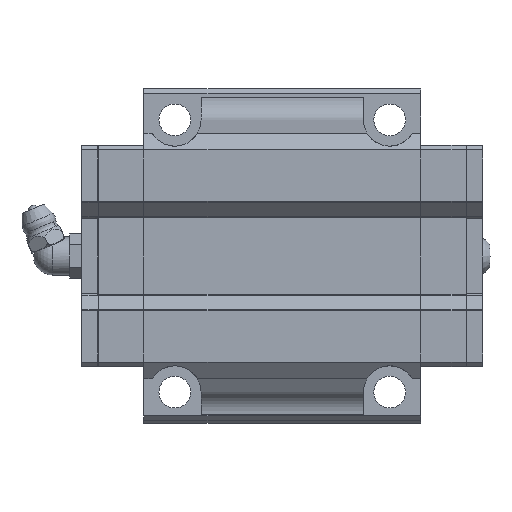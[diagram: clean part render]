
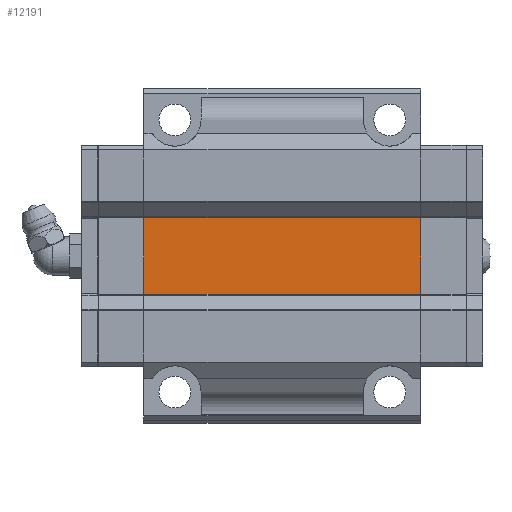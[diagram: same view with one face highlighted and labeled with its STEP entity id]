
A CAD part, front view. The second image highlights one B-rep face of the part: STEP entity #12191.
In plain terms, the highlighted planar face has unit normal (0, -1, 0).
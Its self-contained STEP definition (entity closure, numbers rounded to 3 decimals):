
#606=FACE_OUTER_BOUND('',#1295,.T.);
#1295=EDGE_LOOP('',(#9504,#9505,#9506,#9507));
#2662=LINE('',#18687,#4086);
#2709=LINE('',#18802,#4133);
#2734=LINE('',#18864,#4158);
#2735=LINE('',#18866,#4159);
#4086=VECTOR('',#15138,10.);
#4133=VECTOR('',#15221,10.);
#4158=VECTOR('',#15288,77.);
#4159=VECTOR('',#15291,77.);
#5390=VERTEX_POINT('',#18684);
#5391=VERTEX_POINT('',#18686);
#5440=VERTEX_POINT('',#18799);
#5441=VERTEX_POINT('',#18801);
#6826=EDGE_CURVE('',#5390,#5391,#2662,.T.);
#6883=EDGE_CURVE('',#5440,#5441,#2709,.T.);
#6914=EDGE_CURVE('',#5390,#5441,#2734,.T.);
#6915=EDGE_CURVE('',#5391,#5440,#2735,.T.);
#9504=ORIENTED_EDGE('',*,*,#6826,.F.);
#9505=ORIENTED_EDGE('',*,*,#6914,.T.);
#9506=ORIENTED_EDGE('',*,*,#6883,.F.);
#9507=ORIENTED_EDGE('',*,*,#6915,.F.);
#11619=PLANE('',#13106);
#12191=ADVANCED_FACE('',(#606),#11619,.F.);
#13106=AXIS2_PLACEMENT_3D('',#18865,#15289,#15290);
#15138=DIRECTION('',(1.,0.,0.));
#15221=DIRECTION('',(-1.,0.,0.));
#15288=DIRECTION('',(0.,0.,-1.));
#15289=DIRECTION('center_axis',(0.,1.,0.));
#15290=DIRECTION('ref_axis',(0.,0.,1.));
#15291=DIRECTION('',(0.,0.,-1.));
#18684=CARTESIAN_POINT('',(-8.05,22.,29.));
#18686=CARTESIAN_POINT('',(8.05,22.,29.));
#18687=CARTESIAN_POINT('',(-5.75,22.,29.));
#18799=CARTESIAN_POINT('',(8.05,22.,-29.));
#18801=CARTESIAN_POINT('',(-8.05,22.,-29.));
#18802=CARTESIAN_POINT('',(-5.75,22.,-29.));
#18864=CARTESIAN_POINT('',(-8.05,22.,42.));
#18865=CARTESIAN_POINT('Origin',(-11.5,22.,-38.5));
#18866=CARTESIAN_POINT('',(8.05,22.,42.));
